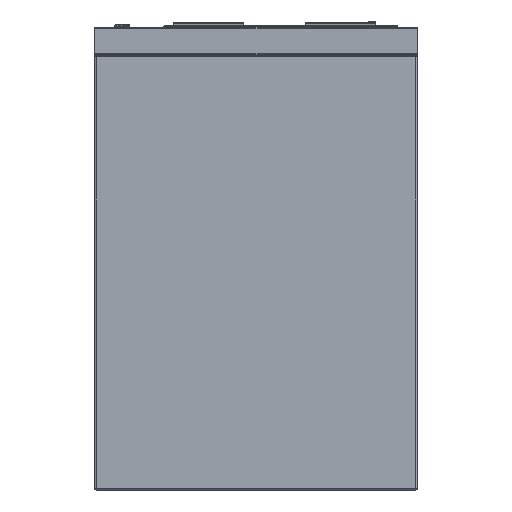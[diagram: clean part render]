
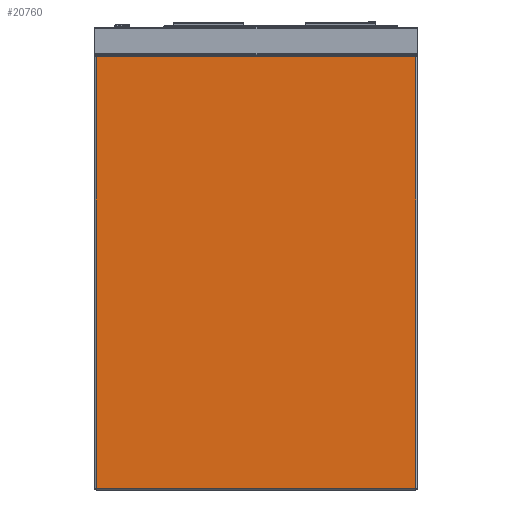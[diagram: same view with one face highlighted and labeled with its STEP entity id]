
A CAD part, left-side view. The second image highlights one B-rep face of the part: STEP entity #20760.
In plain terms, the highlighted planar face has unit normal (-1, 0, 0).
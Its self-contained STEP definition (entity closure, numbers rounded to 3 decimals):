
#2067 = CARTESIAN_POINT ( 'NONE',  ( -660., 228., -658. ) ) ;
#2167 = DIRECTION ( 'NONE',  ( 0., 1., 0. ) ) ;
#3843 = ORIENTED_EDGE ( 'NONE', *, *, #19550, .T. ) ;
#4374 = EDGE_LOOP ( 'NONE', ( #29302, #3843, #19884, #6865 ) ) ;
#5221 = DIRECTION ( 'NONE',  ( 0., 0., -1. ) ) ;
#6285 = VECTOR ( 'NONE', #27001, 1000. ) ;
#6865 = ORIENTED_EDGE ( 'NONE', *, *, #34407, .T. ) ;
#7250 = CARTESIAN_POINT ( 'NONE',  ( -660., -228., -660. ) ) ;
#10055 = CARTESIAN_POINT ( 'NONE',  ( -660., -230., -660. ) ) ;
#10117 = VERTEX_POINT ( 'NONE', #19066 ) ;
#11041 = LINE ( 'NONE', #24498, #23098 ) ;
#11683 = VERTEX_POINT ( 'NONE', #25160 ) ;
#12501 = DIRECTION ( 'NONE',  ( 0., 0., 1. ) ) ;
#12866 = EDGE_CURVE ( 'NONE', #10117, #21526, #21037, .T. ) ;
#16526 = LINE ( 'NONE', #19306, #33364 ) ;
#18262 = DIRECTION ( 'NONE',  ( -1., 0., 0. ) ) ;
#18365 = CARTESIAN_POINT ( 'NONE',  ( -660., -228., -42. ) ) ;
#19066 = CARTESIAN_POINT ( 'NONE',  ( -660., -228., -658. ) ) ;
#19181 = VERTEX_POINT ( 'NONE', #2067 ) ;
#19306 = CARTESIAN_POINT ( 'NONE',  ( -660., 230., -42. ) ) ;
#19550 = EDGE_CURVE ( 'NONE', #21526, #11683, #16526, .T. ) ;
#19884 = ORIENTED_EDGE ( 'NONE', *, *, #29644, .T. ) ;
#20760 = ADVANCED_FACE ( 'Fl�che7', ( #35916 ), #29614, .T. ) ;
#21037 = LINE ( 'NONE', #7250, #6285 ) ;
#21526 = VERTEX_POINT ( 'NONE', #18365 ) ;
#21791 = VECTOR ( 'NONE', #5221, 1000. ) ;
#22402 = DIRECTION ( 'NONE',  ( 0., -1., 0. ) ) ;
#23098 = VECTOR ( 'NONE', #22402, 1000. ) ;
#24498 = CARTESIAN_POINT ( 'NONE',  ( -660., -230., -658. ) ) ;
#25144 = LINE ( 'NONE', #25525, #21791 ) ;
#25160 = CARTESIAN_POINT ( 'NONE',  ( -660., 228., -42. ) ) ;
#25525 = CARTESIAN_POINT ( 'NONE',  ( -660., 228., -660. ) ) ;
#27001 = DIRECTION ( 'NONE',  ( 0., 0., 1. ) ) ;
#29287 = AXIS2_PLACEMENT_3D ( 'NONE', #10055, #18262, #12501 ) ;
#29302 = ORIENTED_EDGE ( 'NONE', *, *, #12866, .T. ) ;
#29614 = PLANE ( 'NONE',  #29287 ) ;
#29644 = EDGE_CURVE ( 'NONE', #11683, #19181, #25144, .T. ) ;
#33364 = VECTOR ( 'NONE', #2167, 1000. ) ;
#34407 = EDGE_CURVE ( 'NONE', #19181, #10117, #11041, .T. ) ;
#35916 = FACE_OUTER_BOUND ( 'NONE', #4374, .T. ) ;
